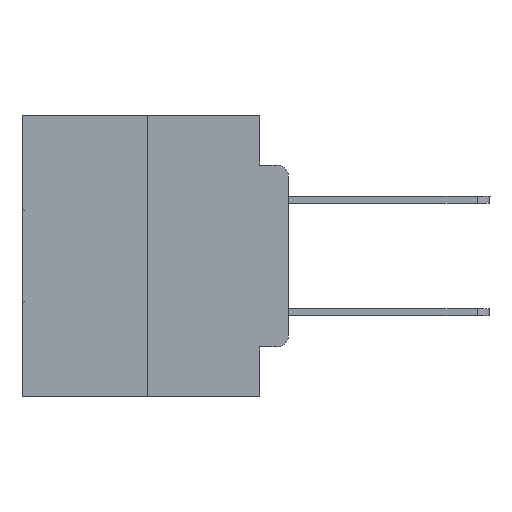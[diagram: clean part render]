
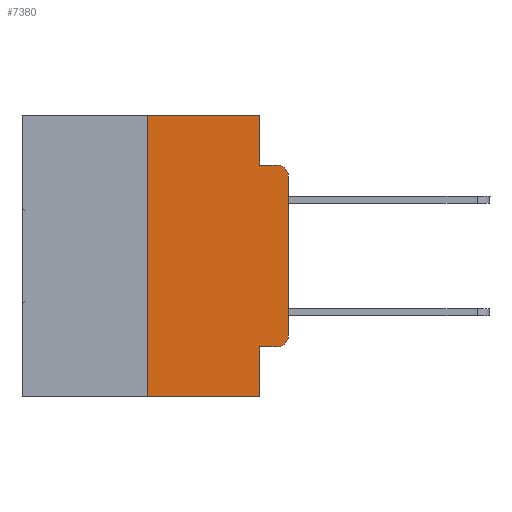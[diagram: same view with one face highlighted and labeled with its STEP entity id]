
A CAD part, left-side view. The second image highlights one B-rep face of the part: STEP entity #7380.
In plain terms, the highlighted planar face has unit normal (-1, 0, 0).
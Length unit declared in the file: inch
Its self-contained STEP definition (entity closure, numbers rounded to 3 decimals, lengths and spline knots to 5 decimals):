
#241 = CARTESIAN_POINT ( 'NONE',  ( 0., 0.02, -0.0885 ) ) ;
#404 = EDGE_CURVE ( 'NONE', #13272, #19802, #28122, .T. ) ;
#1061 = CARTESIAN_POINT ( 'NONE',  ( 0., 0.051, -0.0885 ) ) ;
#1193 = LINE ( 'NONE', #11743, #25910 ) ;
#1900 = VECTOR ( 'NONE', #2256, 39.37008 ) ;
#2256 = DIRECTION ( 'NONE',  ( 0., -1., 0. ) ) ;
#2265 = CARTESIAN_POINT ( 'NONE',  ( 0., 0.051, -0.0885 ) ) ;
#2706 = DIRECTION ( 'NONE',  ( 0., 0., 1. ) ) ;
#2717 = EDGE_CURVE ( 'NONE', #15789, #12420, #17656, .T. ) ;
#3019 = CARTESIAN_POINT ( 'NONE',  ( 0., 0.051, -0.4115 ) ) ;
#3360 = DIRECTION ( 'NONE',  ( 0., -1., 0. ) ) ;
#3804 = PLANE ( 'NONE',  #11911 ) ;
#4179 = VECTOR ( 'NONE', #3360, 39.37008 ) ;
#4329 = DIRECTION ( 'NONE',  ( 0., -1., 0. ) ) ;
#4487 = DIRECTION ( 'NONE',  ( -1., 0., 0. ) ) ;
#4568 = DIRECTION ( 'NONE',  ( 0., 0., -1. ) ) ;
#4735 = VERTEX_POINT ( 'NONE', #3019 ) ;
#5412 = ORIENTED_EDGE ( 'NONE', *, *, #30301, .F. ) ;
#5811 = CARTESIAN_POINT ( 'NONE',  ( 0., 0., -0.3915 ) ) ;
#6339 = DIRECTION ( 'NONE',  ( 1., 0., 0. ) ) ;
#7051 = CARTESIAN_POINT ( 'NONE',  ( 0., 0., 0. ) ) ;
#7122 = CARTESIAN_POINT ( 'NONE',  ( 0., 0.051, 0. ) ) ;
#7141 = EDGE_CURVE ( 'NONE', #11133, #19802, #29481, .T. ) ;
#7380 = ADVANCED_FACE ( 'NONE', ( #27530 ), #3804, .F. ) ;
#7612 = AXIS2_PLACEMENT_3D ( 'NONE', #19330, #4487, #21793 ) ;
#7787 = EDGE_CURVE ( 'NONE', #4735, #15789, #29835, .T. ) ;
#9188 = VERTEX_POINT ( 'NONE', #30747 ) ;
#9301 = CARTESIAN_POINT ( 'NONE',  ( 0., 0.051, 0. ) ) ;
#9453 = EDGE_CURVE ( 'NONE', #4735, #16110, #18303, .T. ) ;
#9718 = DIRECTION ( 'NONE',  ( -1., 0., 0. ) ) ;
#9742 = ORIENTED_EDGE ( 'NONE', *, *, #404, .F. ) ;
#10966 = VECTOR ( 'NONE', #4568, 39.37008 ) ;
#11133 = VERTEX_POINT ( 'NONE', #17804 ) ;
#11284 = LINE ( 'NONE', #12688, #23576 ) ;
#11743 = CARTESIAN_POINT ( 'NONE',  ( 0., 0.473, 0. ) ) ;
#11911 = AXIS2_PLACEMENT_3D ( 'NONE', #21141, #6339, #23572 ) ;
#11924 = VECTOR ( 'NONE', #23979, 39.37008 ) ;
#12086 = EDGE_CURVE ( 'NONE', #12420, #11133, #17573, .T. ) ;
#12420 = VERTEX_POINT ( 'NONE', #5811 ) ;
#12688 = CARTESIAN_POINT ( 'NONE',  ( 0., 0.25, 0. ) ) ;
#13186 = ORIENTED_EDGE ( 'NONE', *, *, #2717, .T. ) ;
#13234 = CARTESIAN_POINT ( 'NONE',  ( 0., 0.473, -0.5 ) ) ;
#13272 = VERTEX_POINT ( 'NONE', #1061 ) ;
#13515 = CARTESIAN_POINT ( 'NONE',  ( 0., 0.02, -0.4115 ) ) ;
#14337 = ORIENTED_EDGE ( 'NONE', *, *, #15033, .T. ) ;
#14719 = ORIENTED_EDGE ( 'NONE', *, *, #12086, .T. ) ;
#15033 = EDGE_CURVE ( 'NONE', #26382, #16110, #29643, .T. ) ;
#15187 = CARTESIAN_POINT ( 'NONE',  ( 0., 0.25, -0.5 ) ) ;
#15789 = VERTEX_POINT ( 'NONE', #13515 ) ;
#16110 = VERTEX_POINT ( 'NONE', #24793 ) ;
#16811 = VECTOR ( 'NONE', #25054, 39.37008 ) ;
#17184 = VERTEX_POINT ( 'NONE', #26747 ) ;
#17573 = LINE ( 'NONE', #7051, #29796 ) ;
#17656 = CIRCLE ( 'NONE', #17846, 0.02 ) ;
#17804 = CARTESIAN_POINT ( 'NONE',  ( 0., 0., -0.1085 ) ) ;
#17846 = AXIS2_PLACEMENT_3D ( 'NONE', #24397, #9718, #26842 ) ;
#18303 = LINE ( 'NONE', #7122, #10966 ) ;
#19330 = CARTESIAN_POINT ( 'NONE',  ( 0., 0.02, -0.1085 ) ) ;
#19351 = ORIENTED_EDGE ( 'NONE', *, *, #20966, .F. ) ;
#19802 = VERTEX_POINT ( 'NONE', #241 ) ;
#20966 = EDGE_CURVE ( 'NONE', #26382, #9188, #11284, .T. ) ;
#21141 = CARTESIAN_POINT ( 'NONE',  ( 0., 0.473, 0. ) ) ;
#21793 = DIRECTION ( 'NONE',  ( 0., 0., -1. ) ) ;
#22605 = EDGE_CURVE ( 'NONE', #17184, #13272, #25002, .T. ) ;
#23572 = DIRECTION ( 'NONE',  ( 0., 0., -1. ) ) ;
#23576 = VECTOR ( 'NONE', #2706, 39.37008 ) ;
#23711 = ORIENTED_EDGE ( 'NONE', *, *, #7787, .T. ) ;
#23979 = DIRECTION ( 'NONE',  ( 0., 0., -1. ) ) ;
#24255 = DIRECTION ( 'NONE',  ( 0., 0., 1. ) ) ;
#24397 = CARTESIAN_POINT ( 'NONE',  ( 0., 0.02, -0.3915 ) ) ;
#24793 = CARTESIAN_POINT ( 'NONE',  ( 0., 0.051, -0.5 ) ) ;
#25002 = LINE ( 'NONE', #9301, #11924 ) ;
#25054 = DIRECTION ( 'NONE',  ( 0., -1., 0. ) ) ;
#25421 = EDGE_LOOP ( 'NONE', ( #14719, #27739, #9742, #29275, #5412, #19351, #14337, #28891, #23711, #13186 ) ) ;
#25910 = VECTOR ( 'NONE', #4329, 39.37008 ) ;
#26382 = VERTEX_POINT ( 'NONE', #15187 ) ;
#26747 = CARTESIAN_POINT ( 'NONE',  ( 0., 0.051, 0. ) ) ;
#26842 = DIRECTION ( 'NONE',  ( 0., 0., -1. ) ) ;
#27381 = CARTESIAN_POINT ( 'NONE',  ( 0., 0.051, -0.4115 ) ) ;
#27530 = FACE_OUTER_BOUND ( 'NONE', #25421, .T. ) ;
#27739 = ORIENTED_EDGE ( 'NONE', *, *, #7141, .T. ) ;
#28122 = LINE ( 'NONE', #2265, #1900 ) ;
#28891 = ORIENTED_EDGE ( 'NONE', *, *, #9453, .F. ) ;
#29275 = ORIENTED_EDGE ( 'NONE', *, *, #22605, .F. ) ;
#29481 = CIRCLE ( 'NONE', #7612, 0.02 ) ;
#29643 = LINE ( 'NONE', #13234, #4179 ) ;
#29796 = VECTOR ( 'NONE', #24255, 39.37008 ) ;
#29835 = LINE ( 'NONE', #27381, #16811 ) ;
#30301 = EDGE_CURVE ( 'NONE', #9188, #17184, #1193, .T. ) ;
#30747 = CARTESIAN_POINT ( 'NONE',  ( 0., 0.25, 0. ) ) ;
